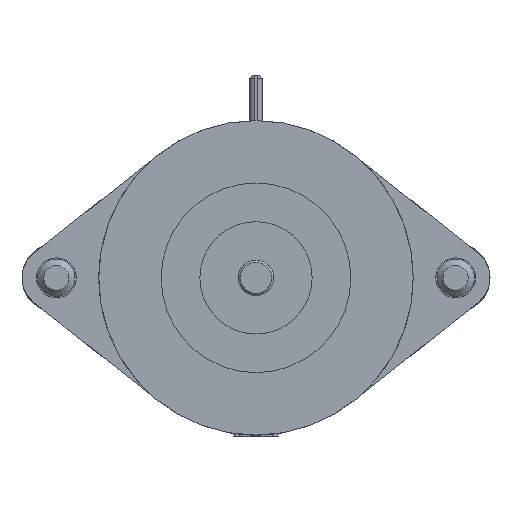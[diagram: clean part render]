
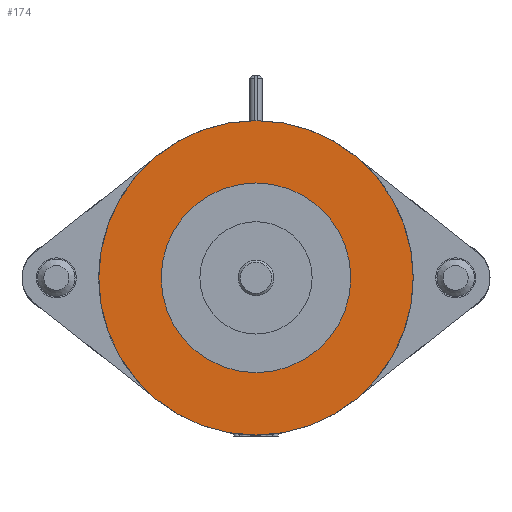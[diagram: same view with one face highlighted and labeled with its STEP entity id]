
A CAD part, left-side view. The second image highlights one B-rep face of the part: STEP entity #174.
In plain terms, the highlighted planar face has unit normal (-1, 0, 0).
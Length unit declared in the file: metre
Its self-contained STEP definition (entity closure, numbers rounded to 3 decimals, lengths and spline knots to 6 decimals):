
#174 = ADVANCED_FACE( '', ( #392, #393 ), #394, .T. );
#392 = FACE_OUTER_BOUND( '', #655, .T. );
#393 = FACE_BOUND( '', #656, .T. );
#394 = PLANE( '', #657 );
#655 = EDGE_LOOP( '', ( #1105 ) );
#656 = EDGE_LOOP( '', ( #1106 ) );
#657 = AXIS2_PLACEMENT_3D( '', #1107, #1108, #1109 );
#1105 = ORIENTED_EDGE( '', *, *, #1473, .F. );
#1106 = ORIENTED_EDGE( '', *, *, #1573, .T. );
#1107 = CARTESIAN_POINT( '', ( -0.033063, 0.038724, 0.570265 ) );
#1108 = DIRECTION( '', ( -1., 0., 0. ) );
#1109 = DIRECTION( '', ( 0., -1., 0. ) );
#1473 = EDGE_CURVE( '', #1754, #1754, #1755, .F. );
#1573 = EDGE_CURVE( '', #1904, #1904, #1905, .F. );
#1754 = VERTEX_POINT( '', #2148 );
#1755 = CIRCLE( '', #2149, 0.0126 );
#1904 = VERTEX_POINT( '', #2429 );
#1905 = CIRCLE( '', #2430, 0.0076 );
#2148 = CARTESIAN_POINT( '', ( -0.033063, 0.026124, 0.580365 ) );
#2149 = AXIS2_PLACEMENT_3D( '', #2614, #2615, #2616 );
#2429 = CARTESIAN_POINT( '', ( -0.033063, 0.031124, 0.580365 ) );
#2430 = AXIS2_PLACEMENT_3D( '', #2731, #2732, #2733 );
#2614 = CARTESIAN_POINT( '', ( -0.033063, 0.038724, 0.580365 ) );
#2615 = DIRECTION( '', ( -1., 0., 0. ) );
#2616 = DIRECTION( '', ( 0., -1., 0. ) );
#2731 = CARTESIAN_POINT( '', ( -0.033063, 0.038724, 0.580365 ) );
#2732 = DIRECTION( '', ( -1., 0., 0. ) );
#2733 = DIRECTION( '', ( 0., -1., 0. ) );
